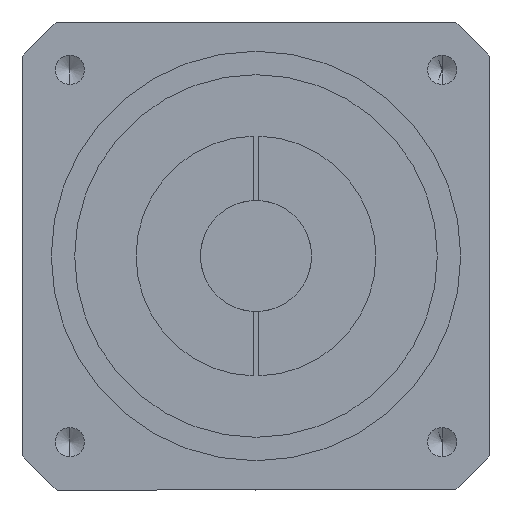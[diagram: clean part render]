
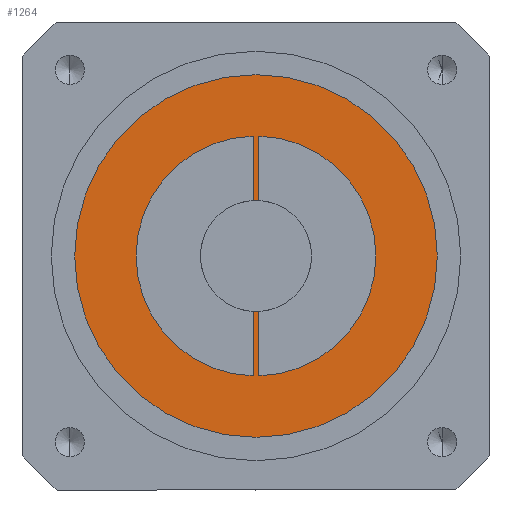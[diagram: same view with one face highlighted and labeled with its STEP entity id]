
A CAD part, front view. The second image highlights one B-rep face of the part: STEP entity #1264.
In plain terms, the highlighted planar face has unit normal (0, -1, 0).
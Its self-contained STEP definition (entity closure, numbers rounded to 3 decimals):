
#111 = ORIENTED_EDGE ( 'NONE', *, *, #2871, .T. ) ;
#135 = EDGE_LOOP ( 'NONE', ( #1852, #1336, #2014, #896, #2721, #2438, #1024, #2922, #1045, #111 ) ) ;
#157 = CARTESIAN_POINT ( 'NONE',  ( 14.5, -29.5, 0. ) ) ;
#161 = VERTEX_POINT ( 'NONE', #466 ) ;
#254 = EDGE_CURVE ( 'NONE', #946, #840, #2706, .T. ) ;
#264 = CIRCLE ( 'NONE', #2546, 9.5 ) ;
#275 = EDGE_CURVE ( 'NONE', #1148, #161, #2668, .T. ) ;
#281 = EDGE_CURVE ( 'NONE', #1616, #2018, #2647, .T. ) ;
#349 = DIRECTION ( 'NONE',  ( 0., 1., 0. ) ) ;
#374 = CIRCLE ( 'NONE', #954, 9.5 ) ;
#383 = CARTESIAN_POINT ( 'NONE',  ( 0.5, -29.5, -14.491 ) ) ;
#423 = DIRECTION ( 'NONE',  ( 0., 0., 1. ) ) ;
#435 = EDGE_CURVE ( 'NONE', #1325, #2626, #2306, .T. ) ;
#437 = CARTESIAN_POINT ( 'NONE',  ( 0., -29.5, 0. ) ) ;
#448 = AXIS2_PLACEMENT_3D ( 'NONE', #2143, #1993, #2875 ) ;
#461 = LINE ( 'NONE', #2163, #2742 ) ;
#466 = CARTESIAN_POINT ( 'NONE',  ( 0.5, -29.5, 14.491 ) ) ;
#478 = EDGE_LOOP ( 'NONE', ( #787, #1091 ) ) ;
#484 = VECTOR ( 'NONE', #1818, 1000. ) ;
#498 = CARTESIAN_POINT ( 'NONE',  ( 0., -29.5, -9.5 ) ) ;
#512 = CARTESIAN_POINT ( 'NONE',  ( 0.5, -29.5, -9.487 ) ) ;
#514 = LINE ( 'NONE', #1446, #484 ) ;
#517 = CARTESIAN_POINT ( 'NONE',  ( 0.5, -29.5, 9.487 ) ) ;
#639 = DIRECTION ( 'NONE',  ( 0., 0., -1. ) ) ;
#647 = DIRECTION ( 'NONE',  ( 0., -1., 0. ) ) ;
#673 = CARTESIAN_POINT ( 'NONE',  ( 0., -29.5, 0. ) ) ;
#674 = VECTOR ( 'NONE', #1976, 1000. ) ;
#677 = LINE ( 'NONE', #2422, #674 ) ;
#682 = DIRECTION ( 'NONE',  ( 0., 0., -1. ) ) ;
#685 = DIRECTION ( 'NONE',  ( 0., -1., 0. ) ) ;
#691 = DIRECTION ( 'NONE',  ( 0., -1., 0. ) ) ;
#713 = DIRECTION ( 'NONE',  ( 0., 0., -1. ) ) ;
#717 = VERTEX_POINT ( 'NONE', #1447 ) ;
#780 = PLANE ( 'NONE',  #2928 ) ;
#787 = ORIENTED_EDGE ( 'NONE', *, *, #890, .T. ) ;
#795 = FACE_BOUND ( 'NONE', #135, .T. ) ;
#802 = CARTESIAN_POINT ( 'NONE',  ( -0.5, -29.5, -9.487 ) ) ;
#820 = DIRECTION ( 'NONE',  ( 0., -1., 0. ) ) ;
#829 = FACE_OUTER_BOUND ( 'NONE', #478, .T. ) ;
#840 = VERTEX_POINT ( 'NONE', #512 ) ;
#890 = EDGE_CURVE ( 'NONE', #2626, #1325, #1460, .T. ) ;
#896 = ORIENTED_EDGE ( 'NONE', *, *, #2776, .F. ) ;
#946 = VERTEX_POINT ( 'NONE', #498 ) ;
#954 = AXIS2_PLACEMENT_3D ( 'NONE', #960, #1147, #1037 ) ;
#960 = CARTESIAN_POINT ( 'NONE',  ( 0., -29.5, 0. ) ) ;
#1008 = EDGE_CURVE ( 'NONE', #717, #1244, #1168, .T. ) ;
#1024 = ORIENTED_EDGE ( 'NONE', *, *, #1389, .T. ) ;
#1037 = DIRECTION ( 'NONE',  ( 0., 0., 1. ) ) ;
#1045 = ORIENTED_EDGE ( 'NONE', *, *, #1798, .F. ) ;
#1046 = CARTESIAN_POINT ( 'NONE',  ( -0.5, -29.5, 9.487 ) ) ;
#1091 = ORIENTED_EDGE ( 'NONE', *, *, #435, .T. ) ;
#1106 = CARTESIAN_POINT ( 'NONE',  ( -0.5, -29.5, -14.491 ) ) ;
#1130 = AXIS2_PLACEMENT_3D ( 'NONE', #2368, #2540, #713 ) ;
#1147 = DIRECTION ( 'NONE',  ( 0., -1., 0. ) ) ;
#1148 = VERTEX_POINT ( 'NONE', #383 ) ;
#1168 = CIRCLE ( 'NONE', #448, 9.5 ) ;
#1193 = VERTEX_POINT ( 'NONE', #802 ) ;
#1244 = VERTEX_POINT ( 'NONE', #1046 ) ;
#1259 = CARTESIAN_POINT ( 'NONE',  ( 0., -29.5, 0. ) ) ;
#1264 = ADVANCED_FACE ( 'NONE', ( #795, #829 ), #780, .F. ) ;
#1275 = DIRECTION ( 'NONE',  ( 0., 0., -1. ) ) ;
#1325 = VERTEX_POINT ( 'NONE', #2681 ) ;
#1336 = ORIENTED_EDGE ( 'NONE', *, *, #2733, .T. ) ;
#1389 = EDGE_CURVE ( 'NONE', #1148, #840, #677, .T. ) ;
#1396 = DIRECTION ( 'NONE',  ( 0., 0., 1. ) ) ;
#1446 = CARTESIAN_POINT ( 'NONE',  ( 0.5, -29.5, 28.309 ) ) ;
#1447 = CARTESIAN_POINT ( 'NONE',  ( 0., -29.5, 9.5 ) ) ;
#1460 = CIRCLE ( 'NONE', #1130, 31. ) ;
#1489 = LINE ( 'NONE', #1535, #2362 ) ;
#1530 = EDGE_CURVE ( 'NONE', #2168, #161, #514, .T. ) ;
#1535 = CARTESIAN_POINT ( 'NONE',  ( -0.5, -29.5, 28.309 ) ) ;
#1616 = VERTEX_POINT ( 'NONE', #1876 ) ;
#1650 = DIRECTION ( 'NONE',  ( 0., -1., 0. ) ) ;
#1705 = DIRECTION ( 'NONE',  ( 0., 0., 1. ) ) ;
#1798 = EDGE_CURVE ( 'NONE', #1193, #946, #264, .T. ) ;
#1818 = DIRECTION ( 'NONE',  ( 0., 0., 1. ) ) ;
#1852 = ORIENTED_EDGE ( 'NONE', *, *, #281, .F. ) ;
#1876 = CARTESIAN_POINT ( 'NONE',  ( -0.5, -29.5, 14.491 ) ) ;
#1895 = CARTESIAN_POINT ( 'NONE',  ( 0., -29.5, -31. ) ) ;
#1976 = DIRECTION ( 'NONE',  ( 0., 0., 1. ) ) ;
#1993 = DIRECTION ( 'NONE',  ( 0., -1., 0. ) ) ;
#2014 = ORIENTED_EDGE ( 'NONE', *, *, #1008, .F. ) ;
#2018 = VERTEX_POINT ( 'NONE', #1106 ) ;
#2071 = DIRECTION ( 'NONE',  ( 0., 0., -1. ) ) ;
#2143 = CARTESIAN_POINT ( 'NONE',  ( 0., -29.5, 0. ) ) ;
#2163 = CARTESIAN_POINT ( 'NONE',  ( -0.5, -29.5, 28.309 ) ) ;
#2168 = VERTEX_POINT ( 'NONE', #517 ) ;
#2175 = DIRECTION ( 'NONE',  ( 0., 0., -1. ) ) ;
#2306 = CIRCLE ( 'NONE', #2378, 31. ) ;
#2362 = VECTOR ( 'NONE', #1275, 1000. ) ;
#2368 = CARTESIAN_POINT ( 'NONE',  ( 0., -29.5, 0. ) ) ;
#2378 = AXIS2_PLACEMENT_3D ( 'NONE', #437, #691, #682 ) ;
#2422 = CARTESIAN_POINT ( 'NONE',  ( 0.5, -29.5, 28.309 ) ) ;
#2438 = ORIENTED_EDGE ( 'NONE', *, *, #275, .F. ) ;
#2540 = DIRECTION ( 'NONE',  ( 0., -1., 0. ) ) ;
#2542 = AXIS2_PLACEMENT_3D ( 'NONE', #1259, #1650, #1396 ) ;
#2546 = AXIS2_PLACEMENT_3D ( 'NONE', #2646, #820, #423 ) ;
#2626 = VERTEX_POINT ( 'NONE', #1895 ) ;
#2646 = CARTESIAN_POINT ( 'NONE',  ( 0., -29.5, 0. ) ) ;
#2647 = CIRCLE ( 'NONE', #2942, 14.5 ) ;
#2668 = CIRCLE ( 'NONE', #2930, 14.5 ) ;
#2681 = CARTESIAN_POINT ( 'NONE',  ( 0., -29.5, 31. ) ) ;
#2706 = CIRCLE ( 'NONE', #2542, 9.5 ) ;
#2721 = ORIENTED_EDGE ( 'NONE', *, *, #1530, .T. ) ;
#2729 = CARTESIAN_POINT ( 'NONE',  ( 0., -29.5, 0. ) ) ;
#2733 = EDGE_CURVE ( 'NONE', #1616, #1244, #461, .T. ) ;
#2742 = VECTOR ( 'NONE', #2175, 1000. ) ;
#2776 = EDGE_CURVE ( 'NONE', #2168, #717, #374, .T. ) ;
#2871 = EDGE_CURVE ( 'NONE', #1193, #2018, #1489, .T. ) ;
#2875 = DIRECTION ( 'NONE',  ( 0., 0., 1. ) ) ;
#2922 = ORIENTED_EDGE ( 'NONE', *, *, #254, .F. ) ;
#2928 = AXIS2_PLACEMENT_3D ( 'NONE', #157, #349, #1705 ) ;
#2930 = AXIS2_PLACEMENT_3D ( 'NONE', #673, #647, #639 ) ;
#2942 = AXIS2_PLACEMENT_3D ( 'NONE', #2729, #685, #2071 ) ;
